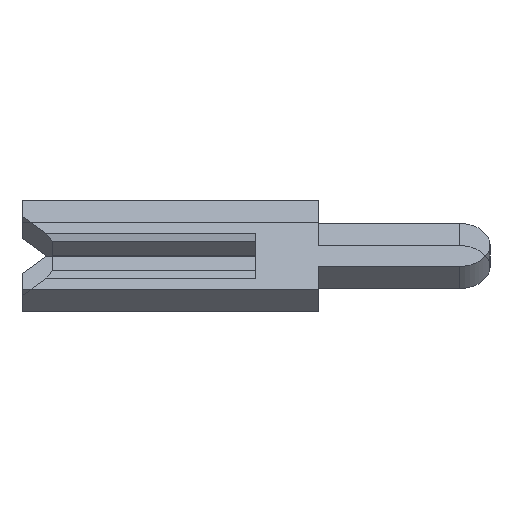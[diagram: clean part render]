
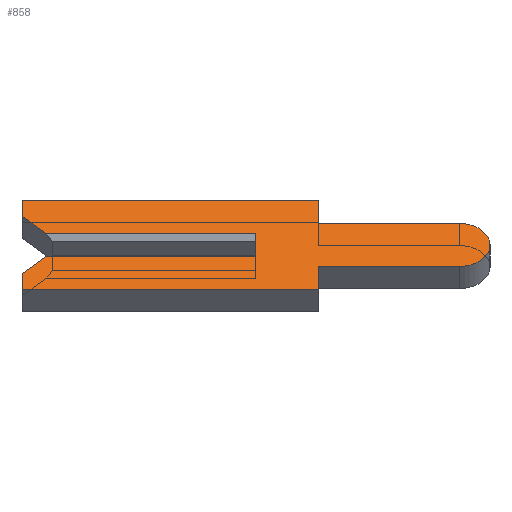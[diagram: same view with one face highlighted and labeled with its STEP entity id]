
A CAD part, left-side view. The second image highlights one B-rep face of the part: STEP entity #858.
In plain terms, the highlighted face is planar.
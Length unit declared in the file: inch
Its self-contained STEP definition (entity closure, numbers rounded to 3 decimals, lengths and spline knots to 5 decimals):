
#8 = CARTESIAN_POINT ( 'NONE',  ( -0.01, 0.1305, -0.0065 ) ) ;
#24 = ORIENTED_EDGE ( 'NONE', *, *, #212, .F. ) ;
#38 = VERTEX_POINT ( 'NONE', #441 ) ;
#39 = CARTESIAN_POINT ( 'NONE',  ( -0.01, -0.04, -0.0195 ) ) ;
#65 = LINE ( 'NONE', #1500, #454 ) ;
#74 = VECTOR ( 'NONE', #1793, 39.37008 ) ;
#78 = DIRECTION ( 'NONE',  ( 0., 0., -1. ) ) ;
#81 = DIRECTION ( 'NONE',  ( 0., 0., -1. ) ) ;
#92 = CARTESIAN_POINT ( 'NONE',  ( -0.01, 0.15, 0.026 ) ) ;
#94 = AXIS2_PLACEMENT_3D ( 'NONE', #1056, #123, #1395 ) ;
#100 = VERTEX_POINT ( 'NONE', #602 ) ;
#103 = DIRECTION ( 'NONE',  ( 0., -1., 0. ) ) ;
#109 = VERTEX_POINT ( 'NONE', #1558 ) ;
#122 = VERTEX_POINT ( 'NONE', #1272 ) ;
#123 = DIRECTION ( 'NONE',  ( 1., 0., 0. ) ) ;
#141 = EDGE_CURVE ( 'NONE', #109, #1679, #359, .T. ) ;
#142 = LINE ( 'NONE', #716, #923 ) ;
#179 = EDGE_CURVE ( 'NONE', #38, #1159, #429, .T. ) ;
#197 = DIRECTION ( 'NONE',  ( 0., -1., 0. ) ) ;
#212 = EDGE_CURVE ( 'NONE', #122, #38, #968, .T. ) ;
#232 = ORIENTED_EDGE ( 'NONE', *, *, #792, .F. ) ;
#251 = EDGE_CURVE ( 'NONE', #1383, #1055, #1212, .T. ) ;
#293 = CARTESIAN_POINT ( 'NONE',  ( -0.01, 0.1305, 0.0065 ) ) ;
#359 = LINE ( 'NONE', #1100, #1018 ) ;
#377 = ORIENTED_EDGE ( 'NONE', *, *, #1619, .F. ) ;
#423 = ORIENTED_EDGE ( 'NONE', *, *, #730, .F. ) ;
#429 = LINE ( 'NONE', #1903, #1897 ) ;
#431 = LINE ( 'NONE', #824, #944 ) ;
#433 = CARTESIAN_POINT ( 'NONE',  ( -0.01, -0.1305, 0.0195 ) ) ;
#441 = CARTESIAN_POINT ( 'NONE',  ( -0.01, 0.15, -0.04 ) ) ;
#454 = VECTOR ( 'NONE', #561, 39.37008 ) ;
#465 = ORIENTED_EDGE ( 'NONE', *, *, #1751, .F. ) ;
#496 = VERTEX_POINT ( 'NONE', #1487 ) ;
#501 = VECTOR ( 'NONE', #1260, 39.37008 ) ;
#510 = DIRECTION ( 'NONE',  ( 0., 0., 1. ) ) ;
#513 = CARTESIAN_POINT ( 'NONE',  ( -0.01, -0.04, 0.04 ) ) ;
#516 = CARTESIAN_POINT ( 'NONE',  ( -0.01, 0.15, -0.026 ) ) ;
#533 = LINE ( 'NONE', #1186, #1326 ) ;
#535 = LINE ( 'NONE', #1473, #74 ) ;
#561 = DIRECTION ( 'NONE',  ( 0., 0., -1. ) ) ;
#598 = EDGE_CURVE ( 'NONE', #921, #1383, #620, .T. ) ;
#601 = LINE ( 'NONE', #831, #965 ) ;
#602 = CARTESIAN_POINT ( 'NONE',  ( -0.01, -0.04, 0.0195 ) ) ;
#604 = VECTOR ( 'NONE', #1490, 39.37008 ) ;
#615 = ORIENTED_EDGE ( 'NONE', *, *, #1451, .F. ) ;
#620 = CIRCLE ( 'NONE', #1391, 0.0195 ) ;
#636 = EDGE_CURVE ( 'NONE', #1641, #1679, #533, .T. ) ;
#643 = VERTEX_POINT ( 'NONE', #886 ) ;
#665 = CARTESIAN_POINT ( 'NONE',  ( -0.01, 0.15, -0.04 ) ) ;
#680 = CARTESIAN_POINT ( 'NONE',  ( -0.01, -0.1305, -0.0195 ) ) ;
#716 = CARTESIAN_POINT ( 'NONE',  ( -0.01, -0.04, 0.0195 ) ) ;
#730 = EDGE_CURVE ( 'NONE', #1055, #122, #65, .T. ) ;
#753 = LINE ( 'NONE', #1625, #604 ) ;
#792 = EDGE_CURVE ( 'NONE', #1641, #1657, #1653, .T. ) ;
#824 = CARTESIAN_POINT ( 'NONE',  ( -0.01, -0.04, 0.04 ) ) ;
#831 = CARTESIAN_POINT ( 'NONE',  ( -0.01, 0.15, 0.04 ) ) ;
#858 = ADVANCED_FACE ( 'NONE', ( #1677 ), #1527, .F. ) ;
#859 = DIRECTION ( 'NONE',  ( 1., 0., 0. ) ) ;
#873 = CARTESIAN_POINT ( 'NONE',  ( -0.01, -0.1305, 0. ) ) ;
#886 = CARTESIAN_POINT ( 'NONE',  ( -0.01, 0.15, 0.04 ) ) ;
#911 = ORIENTED_EDGE ( 'NONE', *, *, #179, .F. ) ;
#921 = VERTEX_POINT ( 'NONE', #433 ) ;
#923 = VECTOR ( 'NONE', #1332, 39.37008 ) ;
#944 = VECTOR ( 'NONE', #78, 39.37008 ) ;
#965 = VECTOR ( 'NONE', #197, 39.37008 ) ;
#968 = LINE ( 'NONE', #665, #1215 ) ;
#1018 = VECTOR ( 'NONE', #510, 39.37008 ) ;
#1032 = ORIENTED_EDGE ( 'NONE', *, *, #1874, .F. ) ;
#1055 = VERTEX_POINT ( 'NONE', #39 ) ;
#1056 = CARTESIAN_POINT ( 'NONE',  ( -0.01, -0.1305, 0. ) ) ;
#1070 = DIRECTION ( 'NONE',  ( 0., 0.707, 0.707 ) ) ;
#1078 = EDGE_CURVE ( 'NONE', #1159, #496, #1898, .T. ) ;
#1100 = CARTESIAN_POINT ( 'NONE',  ( -0.01, 0., 0.0065 ) ) ;
#1127 = CARTESIAN_POINT ( 'NONE',  ( -0.01, -0.04, -0.0195 ) ) ;
#1147 = CARTESIAN_POINT ( 'NONE',  ( -0.01, 0.134, 0.01 ) ) ;
#1156 = ORIENTED_EDGE ( 'NONE', *, *, #1781, .F. ) ;
#1159 = VERTEX_POINT ( 'NONE', #516 ) ;
#1186 = CARTESIAN_POINT ( 'NONE',  ( -0.01, 0.15, 0.01 ) ) ;
#1212 = LINE ( 'NONE', #1127, #501 ) ;
#1215 = VECTOR ( 'NONE', #1286, 39.37008 ) ;
#1260 = DIRECTION ( 'NONE',  ( 0., 1., 0. ) ) ;
#1272 = CARTESIAN_POINT ( 'NONE',  ( -0.01, -0.04, -0.04 ) ) ;
#1278 = DIRECTION ( 'NONE',  ( 0., 0., 1. ) ) ;
#1286 = DIRECTION ( 'NONE',  ( 0., 1., 0. ) ) ;
#1326 = VECTOR ( 'NONE', #103, 39.37008 ) ;
#1332 = DIRECTION ( 'NONE',  ( 0., -1., 0. ) ) ;
#1341 = CARTESIAN_POINT ( 'NONE',  ( -0.01, 0., 0.01 ) ) ;
#1352 = ORIENTED_EDGE ( 'NONE', *, *, #251, .F. ) ;
#1383 = VERTEX_POINT ( 'NONE', #680 ) ;
#1391 = AXIS2_PLACEMENT_3D ( 'NONE', #873, #859, #81 ) ;
#1395 = DIRECTION ( 'NONE',  ( 0., 0., -1. ) ) ;
#1451 = EDGE_CURVE ( 'NONE', #643, #1596, #601, .T. ) ;
#1462 = ORIENTED_EDGE ( 'NONE', *, *, #636, .T. ) ;
#1473 = CARTESIAN_POINT ( 'NONE',  ( -0.01, 0.15, 0.026 ) ) ;
#1487 = CARTESIAN_POINT ( 'NONE',  ( -0.01, 0.134, -0.01 ) ) ;
#1490 = DIRECTION ( 'NONE',  ( 0., -1., 0. ) ) ;
#1500 = CARTESIAN_POINT ( 'NONE',  ( -0.01, -0.04, -0.04 ) ) ;
#1527 = PLANE ( 'NONE',  #94 ) ;
#1558 = CARTESIAN_POINT ( 'NONE',  ( -0.01, 0., -0.01 ) ) ;
#1571 = ORIENTED_EDGE ( 'NONE', *, *, #1078, .F. ) ;
#1596 = VERTEX_POINT ( 'NONE', #513 ) ;
#1619 = EDGE_CURVE ( 'NONE', #1596, #100, #431, .T. ) ;
#1625 = CARTESIAN_POINT ( 'NONE',  ( -0.01, -0.1305, -0.01 ) ) ;
#1641 = VERTEX_POINT ( 'NONE', #1147 ) ;
#1653 = LINE ( 'NONE', #293, #1899 ) ;
#1657 = VERTEX_POINT ( 'NONE', #92 ) ;
#1677 = FACE_OUTER_BOUND ( 'NONE', #1979, .T. ) ;
#1679 = VERTEX_POINT ( 'NONE', #1341 ) ;
#1714 = ORIENTED_EDGE ( 'NONE', *, *, #598, .F. ) ;
#1741 = DIRECTION ( 'NONE',  ( 0., -0.707, 0.707 ) ) ;
#1751 = EDGE_CURVE ( 'NONE', #496, #109, #753, .T. ) ;
#1781 = EDGE_CURVE ( 'NONE', #100, #921, #142, .T. ) ;
#1793 = DIRECTION ( 'NONE',  ( 0., 0., 1. ) ) ;
#1840 = VECTOR ( 'NONE', #1741, 39.37008 ) ;
#1857 = ORIENTED_EDGE ( 'NONE', *, *, #141, .F. ) ;
#1874 = EDGE_CURVE ( 'NONE', #1657, #643, #535, .T. ) ;
#1897 = VECTOR ( 'NONE', #1278, 39.37008 ) ;
#1898 = LINE ( 'NONE', #8, #1840 ) ;
#1899 = VECTOR ( 'NONE', #1070, 39.37008 ) ;
#1903 = CARTESIAN_POINT ( 'NONE',  ( -0.01, 0.15, -0.026 ) ) ;
#1979 = EDGE_LOOP ( 'NONE', ( #1462, #1857, #465, #1571, #911, #24, #423, #1352, #1714, #1156, #377, #615, #1032, #232 ) ) ;
